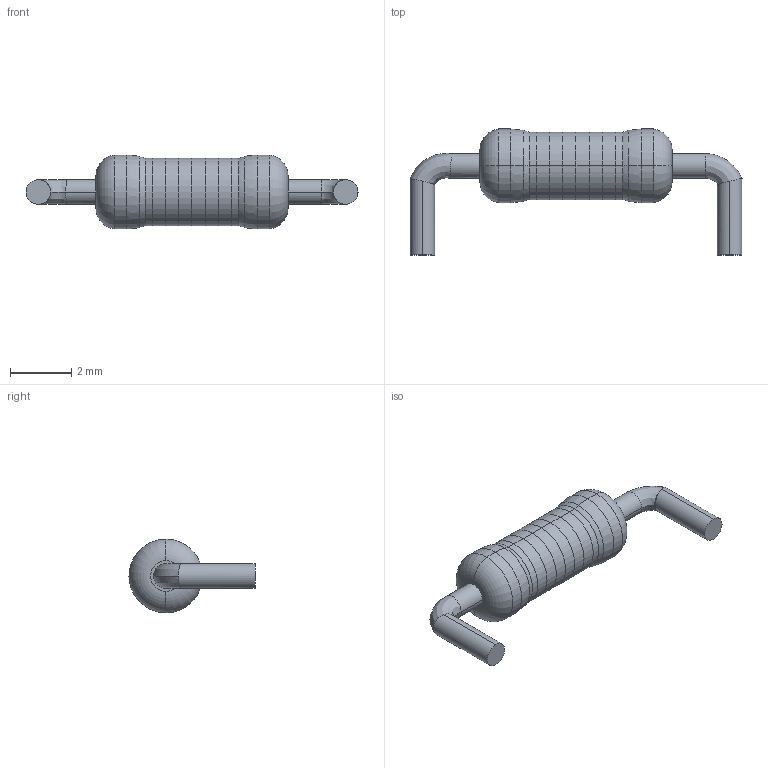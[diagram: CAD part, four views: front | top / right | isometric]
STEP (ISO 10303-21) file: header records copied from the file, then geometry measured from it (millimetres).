
FILE_DESCRIPTION (( 'STEP AP214' ), '1' );
FILE_NAME ('B642488A-96C0-4364-A9EF-7027746F0967.STEP', '2008-06-01T14:06:05', ( 'sysAdmin' ), ( 'SolidWorks' ), 'SwSTEP 2.0', 'SolidWorks 2008', '' );
FILE_SCHEMA (( 'AUTOMOTIVE_DESIGN' ));
Length unit declared in the file: millimetre
Products named in the file (1): B642488A-96C0-4364-A9EF-7027746F0967
Bounding box: 10.8 x 4.1 x 2.4 mm (x, y, z)
Volume: 29 mm3; surface area: 72 mm2
Topology: 1 solids, 1 shells, 48 faces, 98 edges, 54 vertices
Faces by surface type: cylinder 26, torus 12, bspline 6, plane 4
Entity records: 1947 total; most frequent: CARTESIAN_POINT 571, DIRECTION 224, ORIENTED_EDGE 196, AXIS2_PLACEMENT_3D 99, EDGE_CURVE 98, CIRCLE 56, VERTEX_POINT 54, EDGE_LOOP 50
